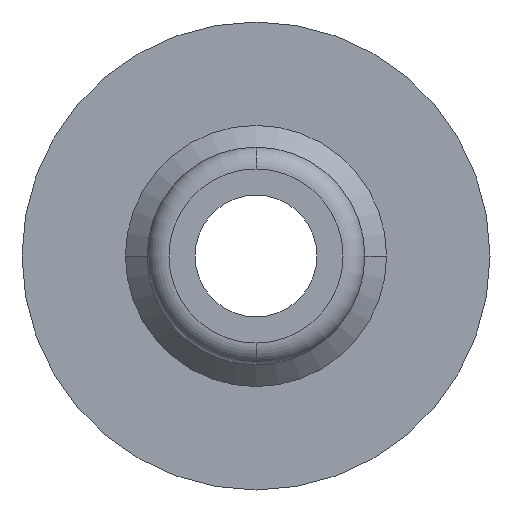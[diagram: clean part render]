
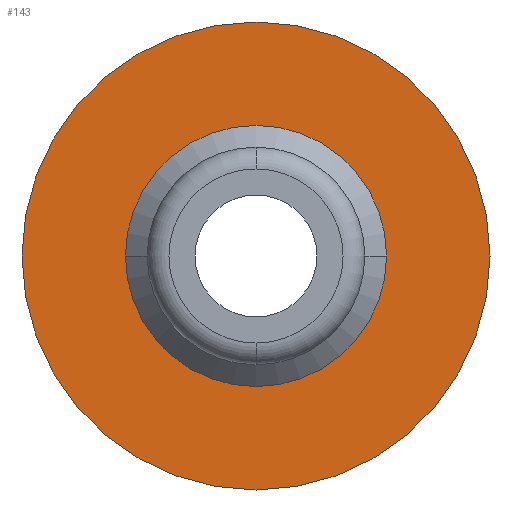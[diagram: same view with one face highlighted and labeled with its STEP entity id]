
A CAD part, front view. The second image highlights one B-rep face of the part: STEP entity #143.
In plain terms, the highlighted planar face has unit normal (0, -1, 0).
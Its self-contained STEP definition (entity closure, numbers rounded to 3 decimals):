
#143=ADVANCED_FACE('',(#303,#304),#305,.T.);
#303=FACE_OUTER_BOUND('',#478,.T.);
#304=FACE_BOUND('',#479,.T.);
#305=PLANE('',#480);
#478=EDGE_LOOP('',(#810,#811));
#479=EDGE_LOOP('',(#812,#813));
#480=AXIS2_PLACEMENT_3D('',#814,#815,#816);
#810=ORIENTED_EDGE('',*,*,#1017,.F.);
#811=ORIENTED_EDGE('',*,*,#1026,.F.);
#812=ORIENTED_EDGE('',*,*,#1057,.F.);
#813=ORIENTED_EDGE('',*,*,#1102,.F.);
#814=CARTESIAN_POINT('',(5.375,20.0,0.0));
#815=DIRECTION('',(-0.0,-1.0,-0.0));
#816=DIRECTION('',(-1.0,0.0,0.0));
#1017=EDGE_CURVE('',#1208,#1210,#1211,.T.);
#1026=EDGE_CURVE('',#1210,#1208,#1224,.T.);
#1057=EDGE_CURVE('',#1270,#1266,#1272,.T.);
#1102=EDGE_CURVE('',#1266,#1270,#1328,.T.);
#1208=VERTEX_POINT('',#1449);
#1210=VERTEX_POINT('',#1452);
#1211=CIRCLE('',#1453,10.75);
#1224=CIRCLE('',#1467,10.75);
#1266=VERTEX_POINT('',#1517);
#1270=VERTEX_POINT('',#1522);
#1272=CIRCLE('',#1525,6.0);
#1328=CIRCLE('',#1593,6.0);
#1449=CARTESIAN_POINT('',(10.75,20.0,0.0));
#1452=CARTESIAN_POINT('',(-10.75,20.0,0.));
#1453=AXIS2_PLACEMENT_3D('',#1703,#1704,#1705);
#1467=AXIS2_PLACEMENT_3D('',#1722,#1723,#1724);
#1517=CARTESIAN_POINT('',(6.0,20.0,0.));
#1522=CARTESIAN_POINT('',(-6.0,20.0,0.));
#1525=AXIS2_PLACEMENT_3D('',#1774,#1775,#1776);
#1593=AXIS2_PLACEMENT_3D('',#1840,#1841,#1842);
#1703=CARTESIAN_POINT('',(0.0,20.0,0.0));
#1704=DIRECTION('',(-0.0,1.0,0.0));
#1705=DIRECTION('',(1.0,0.0,0.0));
#1722=CARTESIAN_POINT('',(0.0,20.0,0.0));
#1723=DIRECTION('',(-0.0,1.0,0.0));
#1724=DIRECTION('',(1.0,0.0,0.0));
#1774=CARTESIAN_POINT('',(0.0,20.0,0.0));
#1775=DIRECTION('',(0.0,-1.0,0.0));
#1776=DIRECTION('',(1.0,0.0,0.0));
#1840=CARTESIAN_POINT('',(0.0,20.0,0.0));
#1841=DIRECTION('',(0.0,-1.0,0.0));
#1842=DIRECTION('',(1.0,0.0,0.0));
